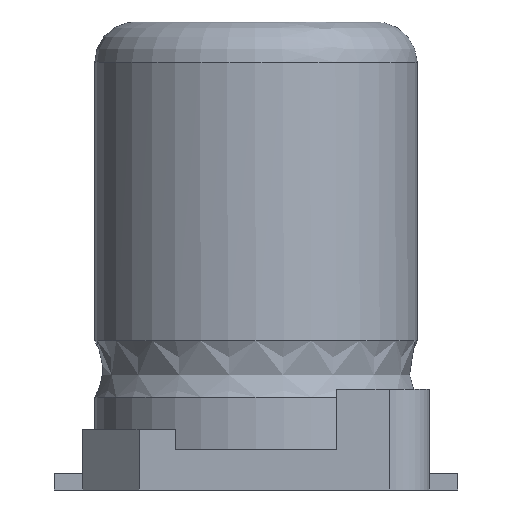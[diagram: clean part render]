
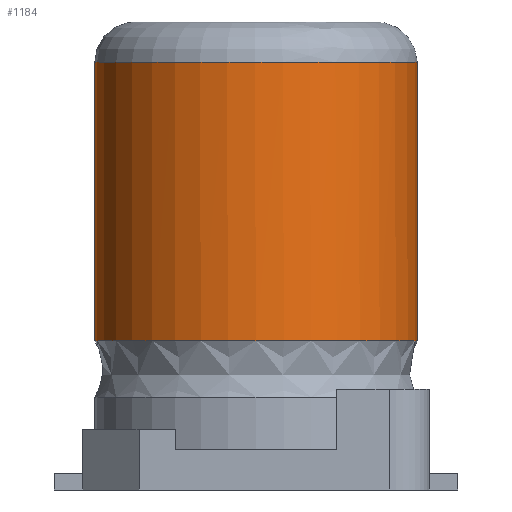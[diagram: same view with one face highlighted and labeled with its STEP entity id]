
A CAD part, front view. The second image highlights one B-rep face of the part: STEP entity #1184.
In plain terms, the highlighted cylindrical face has radius 2 mm (diameter 4 mm), a full revolution.
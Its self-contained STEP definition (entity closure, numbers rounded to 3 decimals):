
#1127=CARTESIAN_POINT('',(-2.0,-0.0,1.85));
#1128=VERTEX_POINT('',#1127);
#1129=CARTESIAN_POINT('',(0.0,0.0,1.85));
#1130=DIRECTION('',(0.0,0.0,1.0));
#1131=DIRECTION('',(-1.0,-0.0,0.0));
#1132=AXIS2_PLACEMENT_3D('',#1129,#1130,#1131);
#1133=CIRCLE('',#1132,2.0);
#1134=EDGE_CURVE('n� 7',#1128,#1128,#1133,.T.);
#1148=CARTESIAN_POINT('',(-2.0,0.0,5.3));
#1149=VERTEX_POINT('',#1148);
#1150=CARTESIAN_POINT('',(0.0,0.0,5.3));
#1151=DIRECTION('',(-0.0,-0.0,-1.0));
#1152=DIRECTION('',(-1.0,-0.0,0.0));
#1153=AXIS2_PLACEMENT_3D('',#1150,#1151,#1152);
#1154=CIRCLE('',#1153,2.0);
#1155=EDGE_CURVE('n� 13',#1149,#1149,#1154,.T.);
#1173=ORIENTED_EDGE('',*,*,#1155,.T.);
#1174=EDGE_LOOP('',(#1173));
#1175=FACE_OUTER_BOUND('',#1174,.T.);
#1176=ORIENTED_EDGE('',*,*,#1134,.T.);
#1177=EDGE_LOOP('',(#1176));
#1178=FACE_BOUND('',#1177,.T.);
#1179=CARTESIAN_POINT('',(0.0,0.0,3.825));
#1180=DIRECTION('',(-0.0,-0.0,-1.0));
#1181=DIRECTION('',(-1.0,-0.0,0.0));
#1182=AXIS2_PLACEMENT_3D('',#1179,#1180,#1181);
#1183=CYLINDRICAL_SURFACE('',#1182,2.0);
#1184=ADVANCED_FACE('n� 2',(#1175,#1178),#1183,.T.);
